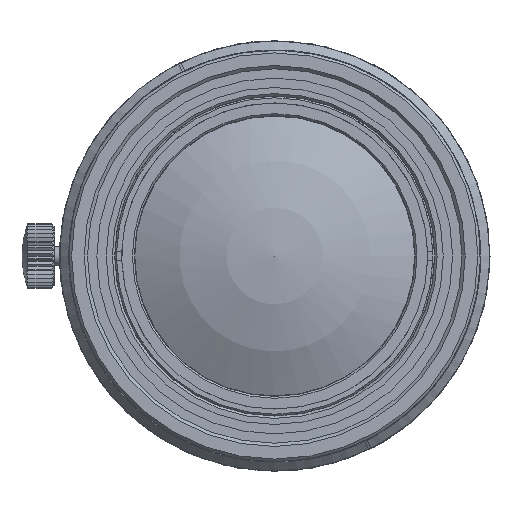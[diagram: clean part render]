
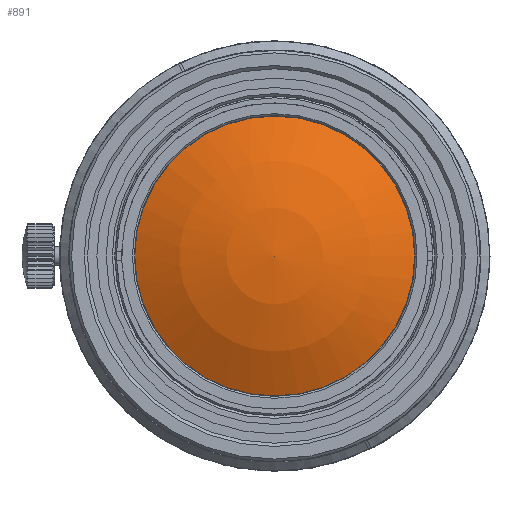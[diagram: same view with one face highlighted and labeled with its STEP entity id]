
A CAD part, left-side view. The second image highlights one B-rep face of the part: STEP entity #891.
In plain terms, the highlighted spherical face has radius 31.831 mm.
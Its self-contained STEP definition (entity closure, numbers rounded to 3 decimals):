
#119=SPHERICAL_SURFACE('',#8412,31.831);
#547=FACE_OUTER_BOUND('',#2416,.T.);
#891=ADVANCED_FACE('',(#547),#119,.T.);
#1516=CIRCLE('',#8410,14.954);
#2416=EDGE_LOOP('',(#4748));
#4748=ORIENTED_EDGE('',*,*,#7036,.T.);
#5843=VERTEX_POINT('',#16091);
#7036=EDGE_CURVE('',#5843,#5843,#1516,.T.);
#8410=AXIS2_PLACEMENT_3D('',#16090,#9584,#9585);
#8412=AXIS2_PLACEMENT_3D('',#16093,#9588,#9589);
#9584=DIRECTION('',(-1.,0.,0.));
#9585=DIRECTION('',(0.,0.,-1.));
#9588=DIRECTION('',(1.,0.,0.));
#9589=DIRECTION('',(0.,-1.,0.));
#16090=CARTESIAN_POINT('',(-262.195,0.,0.));
#16091=CARTESIAN_POINT('',(-262.195,0.,-14.954));
#16093=CARTESIAN_POINT('',(-234.095,0.,0.));
